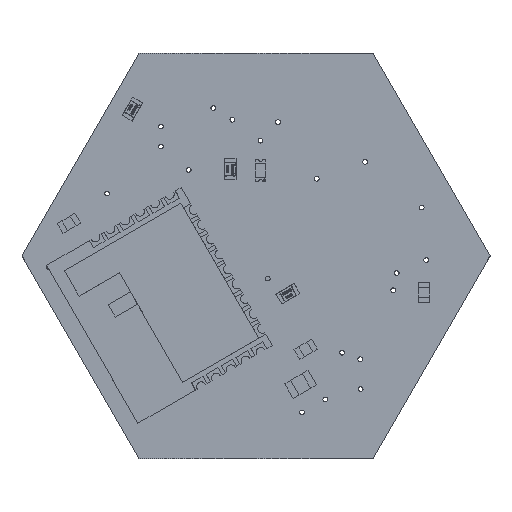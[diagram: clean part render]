
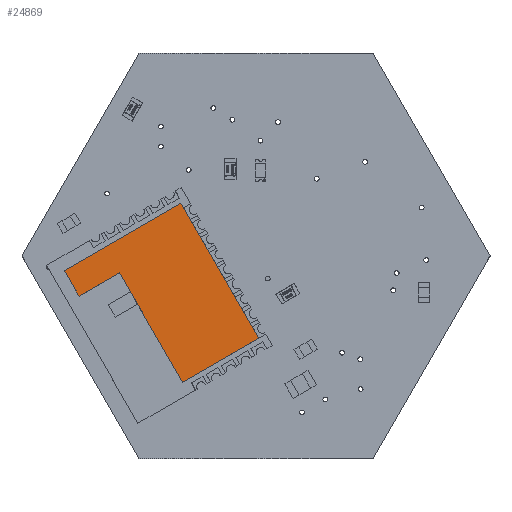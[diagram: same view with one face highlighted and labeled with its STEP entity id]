
A CAD part, top view. The second image highlights one B-rep face of the part: STEP entity #24869.
In plain terms, the highlighted planar face has unit normal (0, 0, 1).
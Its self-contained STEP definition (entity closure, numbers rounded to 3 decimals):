
#1973=PLANE('',#27008);
#3313=FACE_OUTER_BOUND('',#4727,.T.);
#4727=EDGE_LOOP('',(#22222,#22223,#22224,#22225,#22226,#22227));
#7237=LINE('',#43626,#9768);
#7241=LINE('',#43633,#9772);
#7243=LINE('',#43638,#9774);
#7247=LINE('',#43645,#9778);
#7250=LINE('',#43651,#9781);
#7252=LINE('',#43654,#9783);
#9768=VECTOR('',#32832,1.);
#9772=VECTOR('',#32838,1.);
#9774=VECTOR('',#32842,1.);
#9778=VECTOR('',#32848,1.);
#9781=VECTOR('',#32853,1.);
#9783=VECTOR('',#32857,1.);
#12340=VERTEX_POINT('',#43623);
#12341=VERTEX_POINT('',#43625);
#12343=VERTEX_POINT('',#43631);
#12345=VERTEX_POINT('',#43637);
#12347=VERTEX_POINT('',#43643);
#12349=VERTEX_POINT('',#43649);
#15628=EDGE_CURVE('',#12341,#12340,#7237,.T.);
#15632=EDGE_CURVE('',#12340,#12343,#7241,.T.);
#15634=EDGE_CURVE('',#12345,#12341,#7243,.T.);
#15638=EDGE_CURVE('',#12343,#12347,#7247,.T.);
#15641=EDGE_CURVE('',#12347,#12349,#7250,.T.);
#15643=EDGE_CURVE('',#12349,#12345,#7252,.T.);
#22222=ORIENTED_EDGE('',*,*,#15643,.T.);
#22223=ORIENTED_EDGE('',*,*,#15634,.T.);
#22224=ORIENTED_EDGE('',*,*,#15628,.T.);
#22225=ORIENTED_EDGE('',*,*,#15632,.T.);
#22226=ORIENTED_EDGE('',*,*,#15638,.T.);
#22227=ORIENTED_EDGE('',*,*,#15641,.T.);
#24869=ADVANCED_FACE('',(#3313),#1973,.T.);
#27008=AXIS2_PLACEMENT_3D('',#43656,#32860,#32861);
#32832=DIRECTION('',(-1.,0.,0.));
#32838=DIRECTION('',(0.,-1.,0.));
#32842=DIRECTION('',(0.,1.,0.));
#32848=DIRECTION('',(-1.,0.,0.));
#32853=DIRECTION('',(0.,-1.,0.));
#32857=DIRECTION('',(1.,0.,0.));
#32860=DIRECTION('center_axis',(0.,0.,1.));
#32861=DIRECTION('ref_axis',(1.,0.,0.));
#43623=CARTESIAN_POINT('',(10.33,10.569,2.3));
#43625=CARTESIAN_POINT('',(12.499,10.569,2.3));
#43626=CARTESIAN_POINT('',(12.499,10.569,2.3));
#43631=CARTESIAN_POINT('',(10.33,7.12,2.3));
#43633=CARTESIAN_POINT('',(10.33,10.569,2.3));
#43637=CARTESIAN_POINT('',(12.499,0.6,2.3));
#43638=CARTESIAN_POINT('',(12.499,7.12,2.3));
#43643=CARTESIAN_POINT('',(0.96,7.12,2.3));
#43645=CARTESIAN_POINT('',(10.33,7.12,2.3));
#43649=CARTESIAN_POINT('',(0.96,0.6,2.3));
#43651=CARTESIAN_POINT('',(0.96,7.12,2.3));
#43654=CARTESIAN_POINT('',(0.96,0.6,2.3));
#43656=CARTESIAN_POINT('Origin',(0.96,0.6,2.3));
